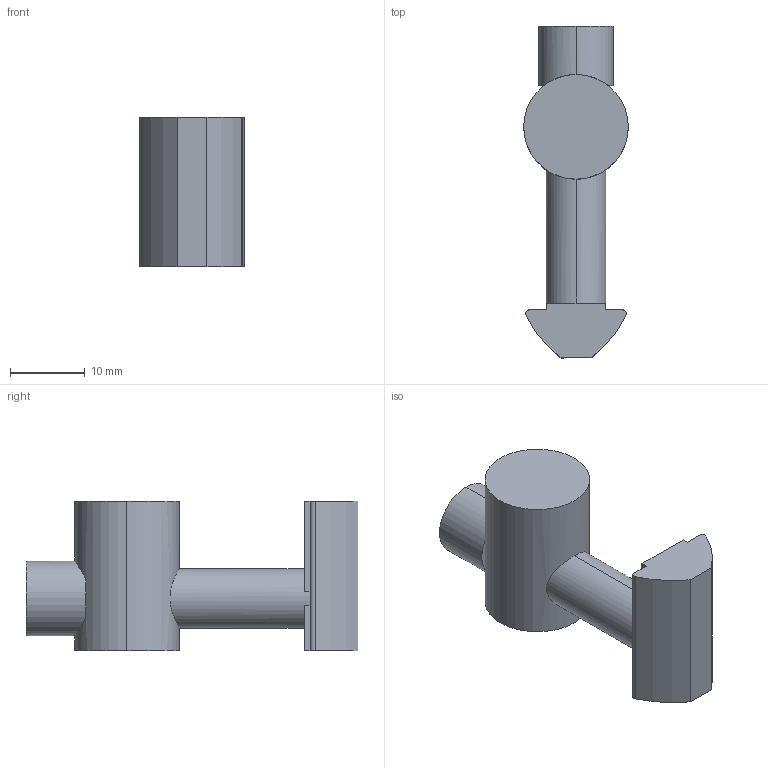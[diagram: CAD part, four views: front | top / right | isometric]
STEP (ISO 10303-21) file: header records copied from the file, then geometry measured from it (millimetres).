
FILE_DESCRIPTION (( 'STEP AP214' ), '1' );
FILE_NAME ('-7126104', '2019-02-04T10:14:21', ( '' ), ('JUGARD+KÜNSTNER GmbH'), 'SwSTEP 2.0', 'SolidWorks 2017', '' );
FILE_SCHEMA (( 'AUTOMOTIVE_DESIGN' ));
Length unit declared in the file: millimetre
Products named in the file (1): -7126104_CNAJF00
Bounding box: 14 x 44.4 x 20 mm (x, y, z)
Volume: 5724.6 mm3; surface area: 2685.9 mm2
Topology: 1 solids, 1 shells, 35 faces, 91 edges, 59 vertices
Faces by surface type: plane 22, cylinder 11, cone 2
Entity records: 1283 total; most frequent: CARTESIAN_POINT 354, ORIENTED_EDGE 178, DIRECTION 173, EDGE_CURVE 89, AXIS2_PLACEMENT_3D 60, VERTEX_POINT 59, VECTOR 53, LINE 53
